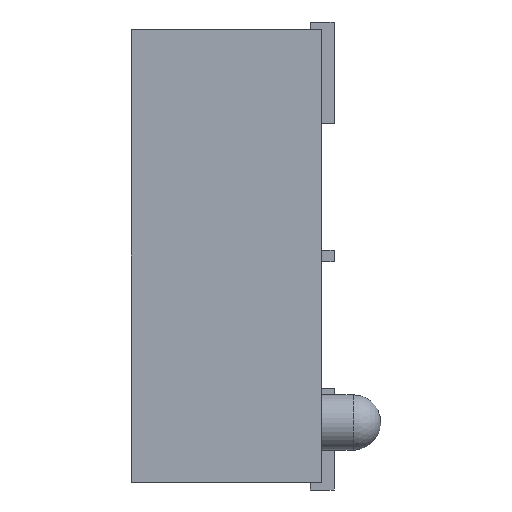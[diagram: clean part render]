
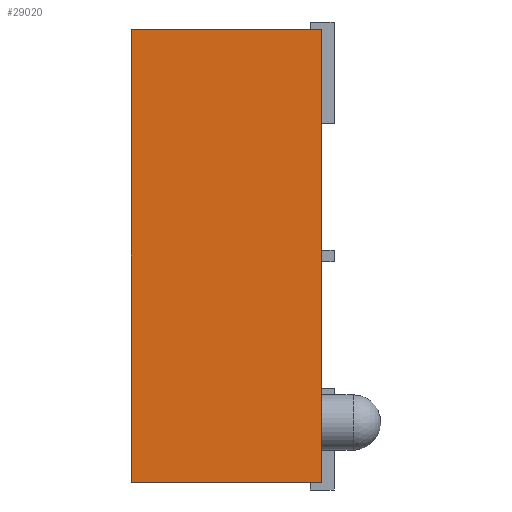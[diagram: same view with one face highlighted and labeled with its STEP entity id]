
A CAD part, left-side view. The second image highlights one B-rep face of the part: STEP entity #29020.
In plain terms, the highlighted planar face has unit normal (-1, 0, 0).
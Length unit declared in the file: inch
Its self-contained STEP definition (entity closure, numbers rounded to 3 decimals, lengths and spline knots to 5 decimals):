
#1029=ORIENTED_EDGE('',*,*,#9582,.T.);
#1030=ORIENTED_EDGE('',*,*,#9766,.F.);
#1031=ORIENTED_EDGE('',*,*,#9755,.F.);
#1032=ORIENTED_EDGE('',*,*,#9761,.T.);
#9582=EDGE_CURVE('',#13970,#13969,#16893,.T.);
#9755=EDGE_CURVE('',#14111,#14112,#17066,.T.);
#9761=EDGE_CURVE('',#14111,#13970,#17072,.T.);
#9766=EDGE_CURVE('',#14112,#13969,#17077,.T.);
#13969=VERTEX_POINT('',#40568);
#13970=VERTEX_POINT('',#40570);
#14111=VERTEX_POINT('',#40885);
#14112=VERTEX_POINT('',#40887);
#16893=LINE('',#40569,#20940);
#17066=LINE('',#40886,#21113);
#17072=LINE('',#40897,#21119);
#17077=LINE('',#40904,#21124);
#20940=VECTOR('',#32625,39.37008);
#21113=VECTOR('',#32802,39.37008);
#21119=VECTOR('',#32810,39.37008);
#21124=VECTOR('',#32819,39.37008);
#24745=EDGE_LOOP('',(#1029,#1030,#1031,#1032));
#26232=FACE_BOUND('',#24745,.T.);
#27714=PLANE('',#30550);
#29020=ADVANCED_FACE('',(#26232),#27714,.F.);
#30550=AXIS2_PLACEMENT_3D('',#40903,#32817,#32818);
#32625=DIRECTION('',(0.,0.,1.));
#32802=DIRECTION('',(0.,0.,1.));
#32810=DIRECTION('',(0.,-1.,0.));
#32817=DIRECTION('',(1.,0.,0.));
#32818=DIRECTION('',(0.,0.,-1.));
#32819=DIRECTION('',(0.,-1.,0.));
#40568=CARTESIAN_POINT('',(-0.4195,0.,0.1425));
#40569=CARTESIAN_POINT('',(-0.4195,0.,-0.1425));
#40570=CARTESIAN_POINT('',(-0.4195,0.,-0.1425));
#40885=CARTESIAN_POINT('',(-0.4195,0.12,-0.1425));
#40886=CARTESIAN_POINT('',(-0.4195,0.12,-0.1425));
#40887=CARTESIAN_POINT('',(-0.4195,0.12,0.1425));
#40897=CARTESIAN_POINT('',(-0.4195,0.12,-0.1425));
#40903=CARTESIAN_POINT('',(-0.4195,0.12,-0.1425));
#40904=CARTESIAN_POINT('',(-0.4195,0.12,0.1425));
